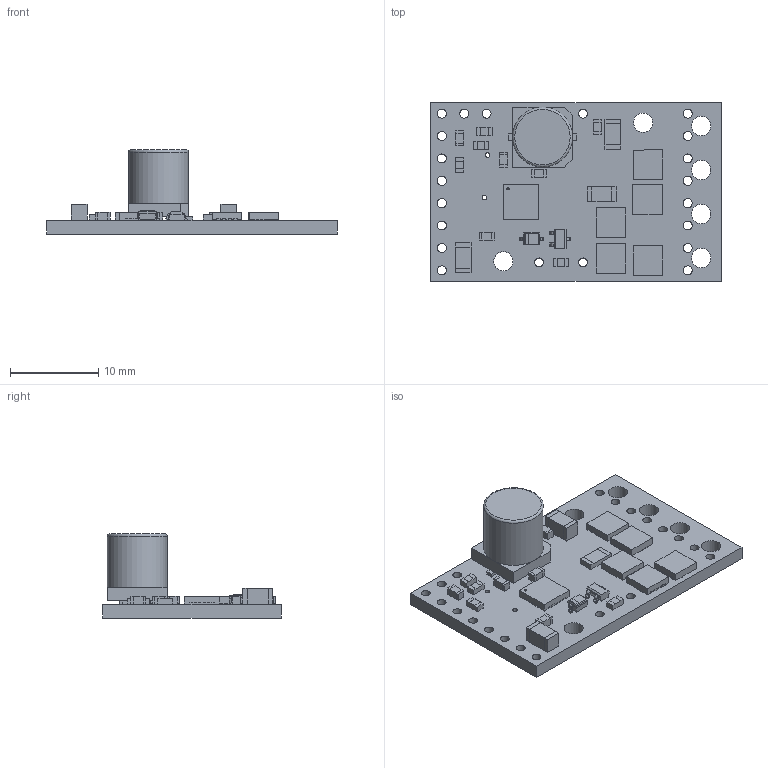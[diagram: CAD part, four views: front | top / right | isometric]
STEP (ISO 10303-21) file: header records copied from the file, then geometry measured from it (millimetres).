
FILE_DESCRIPTION (( 'STEP AP214' ), '1' );
FILE_NAME ('g2-high-power-motor-driver-md31a.step', '2017-07-11T18:23:58', ( '' ), ( '' ), 'SwSTEP 2.0', 'SolidWorks 2016', '' );
FILE_SCHEMA (( 'AUTOMOTIVE_DESIGN' ));
Length unit declared in the file: millimetre
Products named in the file (1): g2-high-power-motor-driver-md31a
Bounding box: 33.02 x 20.32 x 9.57 mm (x, y, z)
Volume: 1389.9 mm3; surface area: 2128.6 mm2
Topology: 1 solids, 1 shells, 1211 faces, 3409 edges, 2210 vertices
Faces by surface type: plane 980, bspline 153, cylinder 77, torus 1
Full cylindrical faces by diameter (mm): 0.25 x1, 0.508 x2, 1.016 x21, 2.184 x6, 6.8 x1
Entity records: 56956 total; most frequent: CARTESIAN_POINT 13250, ORIENTED_EDGE 6754, DIRECTION 5305, EDGE_CURVE 3377, LINE 2871, VECTOR 2871, VERTEX_POINT 2210, EDGE_LOOP 1407
